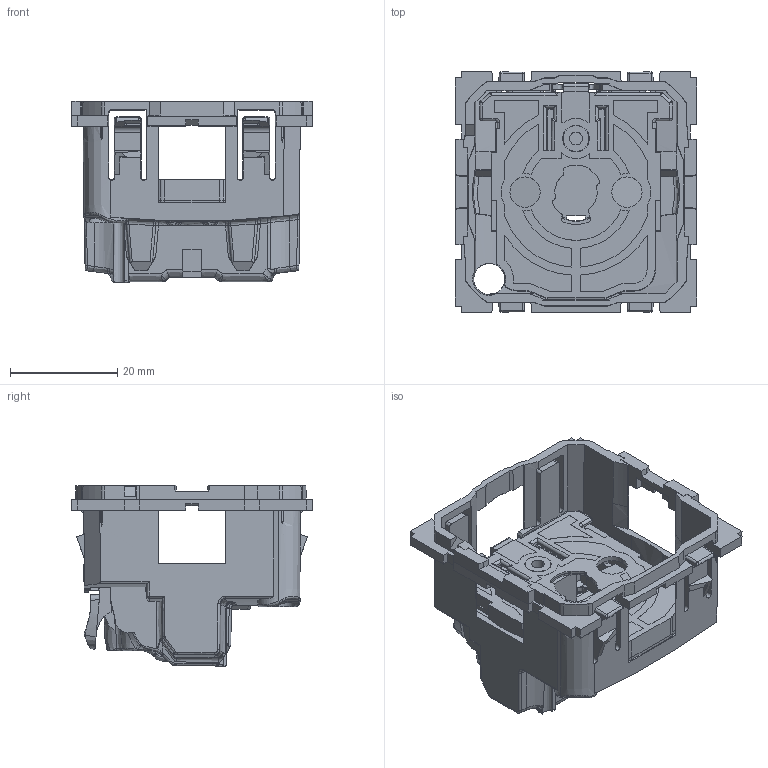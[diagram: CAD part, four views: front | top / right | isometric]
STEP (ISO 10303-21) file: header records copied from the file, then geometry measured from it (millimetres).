
FILE_DESCRIPTION(('CATIA V5 STEP Exchange','CAx-IF Rec.Pracs.--- Model Styling and Organization---1.5--- 2016-08-15','CAx-IF Rec.Pracs.---Supplemental Geometry---1.0---2011-11-01','CAx-IF Rec.Pracs.--- Composite Materials ---1.1---2010-07-15'),'2;1');
FILE_NAME('CM0110s.stp','2024-03-12T09:23:53+00:00',('none'),('none'),'CATIA Version 5-6 Release 2020 SP3','CATIA V5 STEP AP214 v2','none');
FILE_SCHEMA(('AUTOMOTIVE_DESIGN { 1 0 10303 214 1 1 1 1 }'));
Length unit declared in the file: millimetre
Products named in the file (1): CM0110s
Bounding box: 45 x 45 x 33.9 mm (x, y, z)
Volume: 10114.2 mm3; surface area: 16021.9 mm2
Topology: 6 solids, 6 shells, 1448 faces, 4191 edges, 2716 vertices
Faces by surface type: plane 695, bspline 326, cylinder 259, cone 128, torus 23, extrusion 14, sphere 3
Entity records: 63545 total; most frequent: CARTESIAN_POINT 31200, ORIENTED_EDGE 8346, EDGE_CURVE 4173, DIRECTION 4075, VERTEX_POINT 2716, VECTOR 2039, LINE 2025, B_SPLINE_CURVE_WITH_KNOTS 1728
